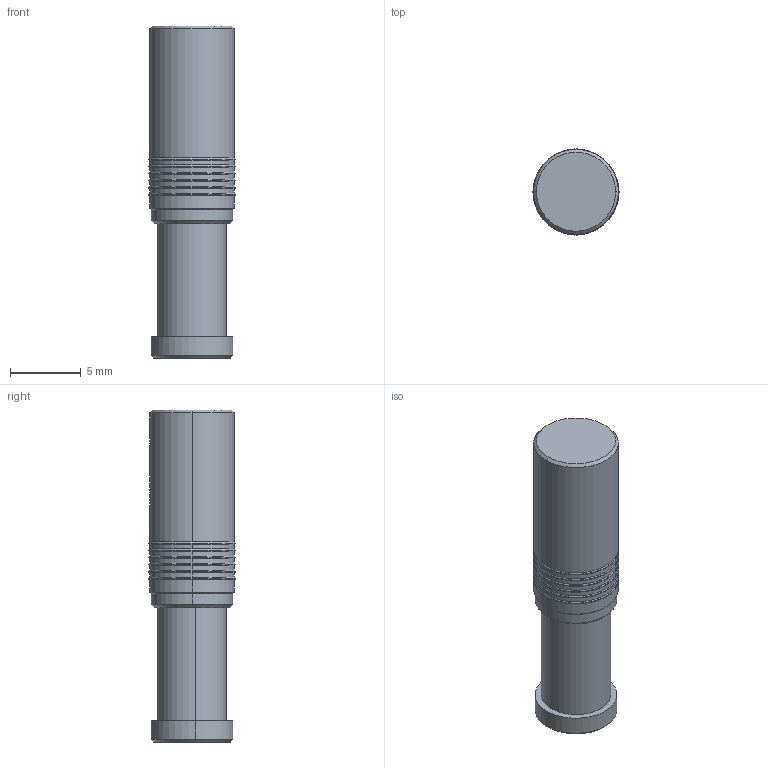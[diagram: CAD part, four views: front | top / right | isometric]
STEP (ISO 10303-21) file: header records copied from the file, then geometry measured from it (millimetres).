
FILE_DESCRIPTION (( 'STEP AP214' ), '1' );
FILE_NAME ('MOD-1860S215.STEP', '2016-03-21T06:14:39', ( 'run' ), ( 'Hewlett-Packard Company' ), 'SwSTEP 2.0', 'SolidWorks 2015', '' );
FILE_SCHEMA (( 'AUTOMOTIVE_DESIGN' ));
Length unit declared in the file: millimetre
Products named in the file (1): MOD-1860S215
Bounding box: 6.1 x 6.1 x 23.5 mm (x, y, z)
Volume: 583.7 mm3; surface area: 483 mm2
Topology: 1 solids, 1 shells, 205 faces, 503 edges, 316 vertices
Faces by surface type: plane 65, bspline 62, cylinder 46, cone 32
Entity records: 9355 total; most frequent: CARTESIAN_POINT 4963, ORIENTED_EDGE 1006, DIRECTION 726, EDGE_CURVE 503, VERTEX_POINT 316, AXIS2_PLACEMENT_3D 278, EDGE_LOOP 221, ADVANCED_FACE 205
